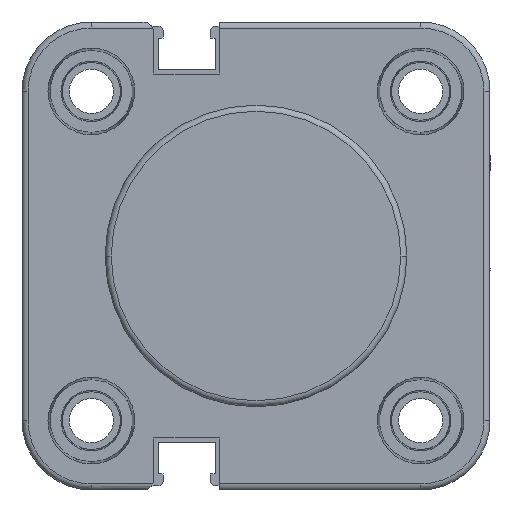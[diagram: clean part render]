
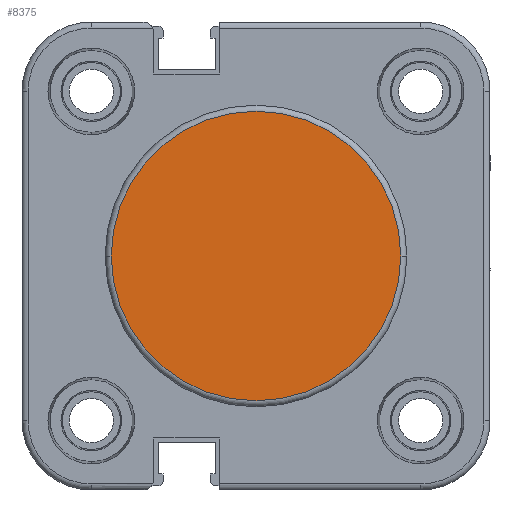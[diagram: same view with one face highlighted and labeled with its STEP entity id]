
A CAD part, front view. The second image highlights one B-rep face of the part: STEP entity #8375.
In plain terms, the highlighted face is planar.
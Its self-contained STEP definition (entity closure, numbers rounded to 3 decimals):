
#17 = DIRECTION ( 'NONE',  ( -1., 0., 0. ) ) ;
#1156 = CARTESIAN_POINT ( 'NONE',  ( 0., 0., 0. ) ) ;
#1846 = DIRECTION ( 'NONE',  ( 0., -1., 0. ) ) ;
#2119 = AXIS2_PLACEMENT_3D ( 'NONE', #5741, #13014, #14203 ) ;
#2815 = CIRCLE ( 'NONE', #2119, 16.7 ) ;
#3490 = EDGE_LOOP ( 'NONE', ( #10745, #7545 ) ) ;
#5390 = EDGE_CURVE ( 'NONE', #11611, #6412, #11520, .T. ) ;
#5619 = AXIS2_PLACEMENT_3D ( 'NONE', #1156, #17, #14212 ) ;
#5741 = CARTESIAN_POINT ( 'NONE',  ( 0., 0., 0. ) ) ;
#6412 = VERTEX_POINT ( 'NONE', #12917 ) ;
#6482 = CARTESIAN_POINT ( 'NONE',  ( 0., 0., 0. ) ) ;
#7545 = ORIENTED_EDGE ( 'NONE', *, *, #5390, .T. ) ;
#7896 = PLANE ( 'NONE',  #11828 ) ;
#8375 = ADVANCED_FACE ( 'NONE', ( #15500 ), #7896, .T. ) ;
#9836 = EDGE_CURVE ( 'NONE', #6412, #11611, #2815, .T. ) ;
#10596 = CARTESIAN_POINT ( 'NONE',  ( 0., 16.7, 0. ) ) ;
#10745 = ORIENTED_EDGE ( 'NONE', *, *, #9836, .T. ) ;
#11346 = DIRECTION ( 'NONE',  ( -1., 0., 0. ) ) ;
#11520 = CIRCLE ( 'NONE', #5619, 16.7 ) ;
#11611 = VERTEX_POINT ( 'NONE', #10596 ) ;
#11828 = AXIS2_PLACEMENT_3D ( 'NONE', #6482, #11346, #1846 ) ;
#12917 = CARTESIAN_POINT ( 'NONE',  ( 0., -16.7, 0. ) ) ;
#13014 = DIRECTION ( 'NONE',  ( -1., 0., 0. ) ) ;
#14203 = DIRECTION ( 'NONE',  ( 0., -1., 0. ) ) ;
#14212 = DIRECTION ( 'NONE',  ( 0., -1., 0. ) ) ;
#15500 = FACE_OUTER_BOUND ( 'NONE', #3490, .T. ) ;
